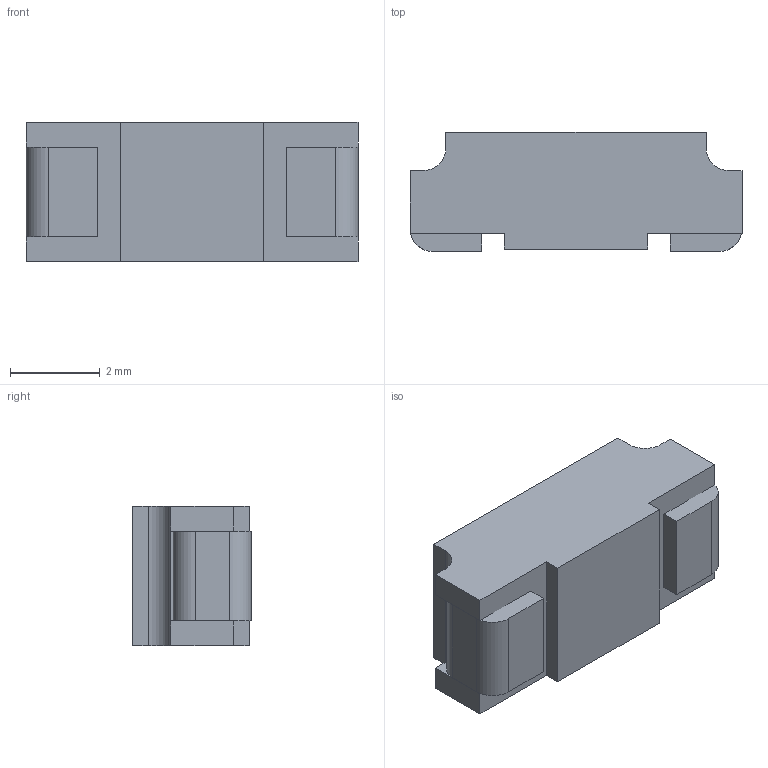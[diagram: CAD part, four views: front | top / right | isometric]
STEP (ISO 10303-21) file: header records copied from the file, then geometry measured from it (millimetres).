
FILE_DESCRIPTION (( 'STEP AP214' ), '1' );
FILE_NAME ('OMT125.STEP', '2018-05-28T08:24:57', ( '' ), ( '' ), 'SwSTEP 2.0', 'SolidWorks 2018', '' );
FILE_SCHEMA (( 'AUTOMOTIVE_DESIGN' ));
Length unit declared in the file: millimetre
Products named in the file (3): body; lead; OMT125
Assembly tree (3 placements, depth 2):
  OMT125
    body
    lead  x2
Bounding box: 7.4 x 2.65 x 3.1 mm (x, y, z)
Volume: 55.6 mm3; surface area: 133.4 mm2
Topology: 3 solids, 3 shells, 122 faces, 323 edges, 214 vertices
Faces by surface type: plane 90, bspline 22, cylinder 10
Entity records: 4992 total; most frequent: CARTESIAN_POINT 2235, ORIENTED_EDGE 580, DIRECTION 444, EDGE_CURVE 290, VECTOR 234, LINE 234, VERTEX_POINT 192, EDGE_LOOP 116
